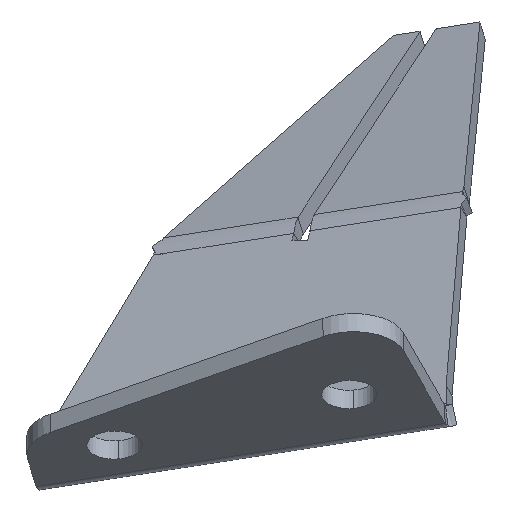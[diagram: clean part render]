
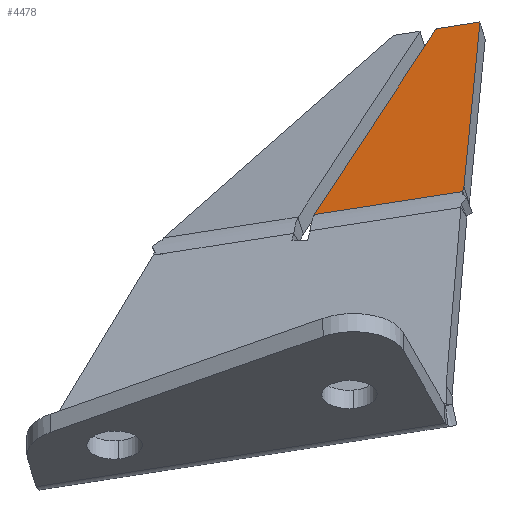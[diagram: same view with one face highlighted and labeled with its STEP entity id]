
A CAD part, left-side view. The second image highlights one B-rep face of the part: STEP entity #4478.
In plain terms, the highlighted planar face has unit normal (-0.495, 0.249, 0.832).
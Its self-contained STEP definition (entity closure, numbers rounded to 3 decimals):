
#1953 = CYLINDRICAL_SURFACE('',#1954,9.);
#1954 = AXIS2_PLACEMENT_3D('',#1955,#1956,#1957);
#1955 = CARTESIAN_POINT('',(12.698,-4.899,
    6.672));
#1956 = DIRECTION('',(-0.234,-0.961,0.149));
#1957 = DIRECTION('',(-0.821,0.277,0.499));
#4219 = VERTEX_POINT('',#4220);
#4220 = CARTESIAN_POINT('',(8.1,-3.234,
    14.252));
#4362 = VERTEX_POINT('',#4363);
#4363 = CARTESIAN_POINT('',(1.261,-31.316,
    18.599));
#4431 = EDGE_CURVE('',#4219,#4362,#4432,.T.);
#4432 = SURFACE_CURVE('',#4433,(#4437,#4466),.PCURVE_S1.);
#4433 = LINE('',#4434,#4435);
#4434 = CARTESIAN_POINT('',(8.1,-3.234,
    14.252));
#4435 = VECTOR('',#4436,1.);
#4436 = DIRECTION('',(-0.234,-0.961,0.149));
#4437 = PCURVE('',#1953,#4438);
#4438 = DEFINITIONAL_REPRESENTATION('',(#4439),#4465);
#4439 = B_SPLINE_CURVE_WITH_KNOTS('',3,(#4440,#4441,#4442,#4443,#4444,
    #4445,#4446,#4447,#4448,#4449,#4450,#4451,#4452,#4453,#4454,#4455,
    #4456,#4457,#4458,#4459,#4460,#4461,#4462,#4463,#4464),
  .UNSPECIFIED.,.F.,.F.,(4,1,1,1,1,1,1,1,1,1,1,1,1,1,1,1,1,1,1,1,1,1,4),
  (0.,1.329,2.657,3.986,5.314,
    6.643,7.971,9.3,10.628,
    11.957,13.285,14.614,15.942,
    17.271,18.599,19.928,21.257,
    22.585,23.914,25.242,26.571,
    27.899,29.228),.QUASI_UNIFORM_KNOTS.);
#4440 = CARTESIAN_POINT('',(5.812,0.604));
#4441 = CARTESIAN_POINT('',(5.812,1.046));
#4442 = CARTESIAN_POINT('',(5.812,1.932));
#4443 = CARTESIAN_POINT('',(5.812,3.261));
#4444 = CARTESIAN_POINT('',(5.812,4.589));
#4445 = CARTESIAN_POINT('',(5.812,5.918));
#4446 = CARTESIAN_POINT('',(5.812,7.246));
#4447 = CARTESIAN_POINT('',(5.812,8.575));
#4448 = CARTESIAN_POINT('',(5.812,9.903));
#4449 = CARTESIAN_POINT('',(5.812,11.232));
#4450 = CARTESIAN_POINT('',(5.812,12.56));
#4451 = CARTESIAN_POINT('',(5.812,13.889));
#4452 = CARTESIAN_POINT('',(5.812,15.218));
#4453 = CARTESIAN_POINT('',(5.812,16.546));
#4454 = CARTESIAN_POINT('',(5.812,17.875));
#4455 = CARTESIAN_POINT('',(5.812,19.203));
#4456 = CARTESIAN_POINT('',(5.812,20.532));
#4457 = CARTESIAN_POINT('',(5.812,21.86));
#4458 = CARTESIAN_POINT('',(5.812,23.189));
#4459 = CARTESIAN_POINT('',(5.812,24.517));
#4460 = CARTESIAN_POINT('',(5.812,25.846));
#4461 = CARTESIAN_POINT('',(5.812,27.174));
#4462 = CARTESIAN_POINT('',(5.812,28.503));
#4463 = CARTESIAN_POINT('',(5.812,29.389));
#4464 = CARTESIAN_POINT('',(5.812,29.831));
#4465 = ( GEOMETRIC_REPRESENTATION_CONTEXT(2) 
PARAMETRIC_REPRESENTATION_CONTEXT() REPRESENTATION_CONTEXT('2D SPACE',''
  ) );
#4466 = PCURVE('',#4467,#4472);
#4467 = PLANE('',#4468);
#4468 = AXIS2_PLACEMENT_3D('',#4469,#4470,#4471);
#4469 = CARTESIAN_POINT('',(10.96,12.78,
    11.155));
#4470 = DIRECTION('',(-0.495,0.249,0.832));
#4471 = DIRECTION('',(-0.234,-0.961,0.149));
#4472 = DEFINITIONAL_REPRESENTATION('',(#4473),#4477);
#4473 = LINE('',#4474,#4475);
#4474 = CARTESIAN_POINT('',(16.516,1.2));
#4475 = VECTOR('',#4476,1.);
#4476 = DIRECTION('',(1.,0.));
#4477 = ( GEOMETRIC_REPRESENTATION_CONTEXT(2) 
PARAMETRIC_REPRESENTATION_CONTEXT() REPRESENTATION_CONTEXT('2D SPACE',''
  ) );
#4478 = ADVANCED_FACE('',(#4479),#4467,.T.);
#4479 = FACE_BOUND('',#4480,.F.);
#4480 = EDGE_LOOP('',(#4481,#4482,#4510,#4538,#4566));
#4481 = ORIENTED_EDGE('',*,*,#4431,.F.);
#4482 = ORIENTED_EDGE('',*,*,#4483,.T.);
#4483 = EDGE_CURVE('',#4219,#4484,#4486,.T.);
#4484 = VERTEX_POINT('',#4485);
#4485 = CARTESIAN_POINT('',(55.554,-26.308,
    49.401));
#4486 = SURFACE_CURVE('',#4487,(#4491,#4498),.PCURVE_S1.);
#4487 = LINE('',#4488,#4489);
#4488 = CARTESIAN_POINT('',(8.1,-3.234,
    14.252));
#4489 = VECTOR('',#4490,1.);
#4490 = DIRECTION('',(0.748,-0.364,0.554));
#4491 = PCURVE('',#4467,#4492);
#4492 = DEFINITIONAL_REPRESENTATION('',(#4493),#4497);
#4493 = LINE('',#4494,#4495);
#4494 = CARTESIAN_POINT('',(16.516,1.2));
#4495 = VECTOR('',#4496,1.);
#4496 = DIRECTION('',(0.257,0.966));
#4497 = ( GEOMETRIC_REPRESENTATION_CONTEXT(2) 
PARAMETRIC_REPRESENTATION_CONTEXT() REPRESENTATION_CONTEXT('2D SPACE',''
  ) );
#4498 = PCURVE('',#4499,#4504);
#4499 = PLANE('',#4500);
#4500 = AXIS2_PLACEMENT_3D('',#4501,#4502,#4503);
#4501 = CARTESIAN_POINT('',(32.817,-15.27,
    30.162));
#4502 = DIRECTION('',(0.441,0.897,-0.006)
  );
#4503 = DIRECTION('',(0.748,-0.364,0.554));
#4504 = DEFINITIONAL_REPRESENTATION('',(#4505),#4509);
#4505 = LINE('',#4506,#4507);
#4506 = CARTESIAN_POINT('',(-31.701,-2.));
#4507 = VECTOR('',#4508,1.);
#4508 = DIRECTION('',(1.,0.));
#4509 = ( GEOMETRIC_REPRESENTATION_CONTEXT(2) 
PARAMETRIC_REPRESENTATION_CONTEXT() REPRESENTATION_CONTEXT('2D SPACE',''
  ) );
#4510 = ORIENTED_EDGE('',*,*,#4511,.T.);
#4511 = EDGE_CURVE('',#4484,#4512,#4514,.T.);
#4512 = VERTEX_POINT('',#4513);
#4513 = CARTESIAN_POINT('',(53.542,-34.568,
    50.68));
#4514 = SURFACE_CURVE('',#4515,(#4519,#4526),.PCURVE_S1.);
#4515 = LINE('',#4516,#4517);
#4516 = CARTESIAN_POINT('',(55.554,-26.308,
    49.401));
#4517 = VECTOR('',#4518,1.);
#4518 = DIRECTION('',(-0.234,-0.961,0.149));
#4519 = PCURVE('',#4467,#4520);
#4520 = DEFINITIONAL_REPRESENTATION('',(#4521),#4525);
#4521 = LINE('',#4522,#4523);
#4522 = CARTESIAN_POINT('',(32.81,62.472));
#4523 = VECTOR('',#4524,1.);
#4524 = DIRECTION('',(1.,0.));
#4525 = ( GEOMETRIC_REPRESENTATION_CONTEXT(2) 
PARAMETRIC_REPRESENTATION_CONTEXT() REPRESENTATION_CONTEXT('2D SPACE',''
  ) );
#4526 = PCURVE('',#4527,#4532);
#4527 = PLANE('',#4528);
#4528 = AXIS2_PLACEMENT_3D('',#4529,#4530,#4531);
#4529 = CARTESIAN_POINT('',(56.521,-26.9,
    47.751));
#4530 = DIRECTION('',(-0.837,0.121,-0.534));
#4531 = DIRECTION('',(0.234,0.961,-0.149));
#4532 = DEFINITIONAL_REPRESENTATION('',(#4533),#4537);
#4533 = LINE('',#4534,#4535);
#4534 = CARTESIAN_POINT('',(0.096,-2.));
#4535 = VECTOR('',#4536,1.);
#4536 = DIRECTION('',(-1.,0.));
#4537 = ( GEOMETRIC_REPRESENTATION_CONTEXT(2) 
PARAMETRIC_REPRESENTATION_CONTEXT() REPRESENTATION_CONTEXT('2D SPACE',''
  ) );
#4538 = ORIENTED_EDGE('',*,*,#4539,.T.);
#4539 = EDGE_CURVE('',#4512,#4540,#4542,.T.);
#4540 = VERTEX_POINT('',#4541);
#4541 = CARTESIAN_POINT('',(2.767,-31.534,
    19.56));
#4542 = SURFACE_CURVE('',#4543,(#4547,#4554),.PCURVE_S1.);
#4543 = LINE('',#4544,#4545);
#4544 = CARTESIAN_POINT('',(53.542,-34.568,
    50.68));
#4545 = VECTOR('',#4546,1.);
#4546 = DIRECTION('',(-0.852,0.051,-0.522
    ));
#4547 = PCURVE('',#4467,#4548);
#4548 = DEFINITIONAL_REPRESENTATION('',(#4549),#4553);
#4549 = LINE('',#4550,#4551);
#4550 = CARTESIAN_POINT('',(41.406,62.472));
#4551 = VECTOR('',#4552,1.);
#4552 = DIRECTION('',(0.073,-0.997));
#4553 = ( GEOMETRIC_REPRESENTATION_CONTEXT(2) 
PARAMETRIC_REPRESENTATION_CONTEXT() REPRESENTATION_CONTEXT('2D SPACE',''
  ) );
#4554 = PCURVE('',#4555,#4560);
#4555 = PLANE('',#4556);
#4556 = AXIS2_PLACEMENT_3D('',#4557,#4558,#4559);
#4557 = CARTESIAN_POINT('',(29.145,-33.55,
    33.456));
#4558 = DIRECTION('',(0.172,0.967,-0.187));
#4559 = DIRECTION('',(0.852,-0.051,0.522)
  );
#4560 = DEFINITIONAL_REPRESENTATION('',(#4561),#4565);
#4561 = LINE('',#4562,#4563);
#4562 = CARTESIAN_POINT('',(29.815,-2.));
#4563 = VECTOR('',#4564,1.);
#4564 = DIRECTION('',(-1.,0.));
#4565 = ( GEOMETRIC_REPRESENTATION_CONTEXT(2) 
PARAMETRIC_REPRESENTATION_CONTEXT() REPRESENTATION_CONTEXT('2D SPACE',''
  ) );
#4566 = ORIENTED_EDGE('',*,*,#4567,.T.);
#4567 = EDGE_CURVE('',#4540,#4362,#4568,.T.);
#4568 = SURFACE_CURVE('',#4569,(#4573,#4580),.PCURVE_S1.);
#4569 = LINE('',#4570,#4571);
#4570 = CARTESIAN_POINT('',(2.767,-31.534,
    19.56));
#4571 = VECTOR('',#4572,1.);
#4572 = DIRECTION('',(-0.837,0.121,-0.534));
#4573 = PCURVE('',#4467,#4574);
#4574 = DEFINITIONAL_REPRESENTATION('',(#4575),#4579);
#4575 = LINE('',#4576,#4577);
#4576 = CARTESIAN_POINT('',(45.744,3.));
#4577 = VECTOR('',#4578,1.);
#4578 = DIRECTION('',(0.,-1.));
#4579 = ( GEOMETRIC_REPRESENTATION_CONTEXT(2) 
PARAMETRIC_REPRESENTATION_CONTEXT() REPRESENTATION_CONTEXT('2D SPACE',''
  ) );
#4580 = PCURVE('',#4581,#4586);
#4581 = PLANE('',#4582);
#4582 = AXIS2_PLACEMENT_3D('',#4583,#4584,#4585);
#4583 = CARTESIAN_POINT('',(3.004,-31.924,
    17.415));
#4584 = DIRECTION('',(0.234,0.961,-0.149));
#4585 = DIRECTION('',(0.837,-0.121,0.534));
#4586 = DEFINITIONAL_REPRESENTATION('',(#4587),#4591);
#4587 = LINE('',#4588,#4589);
#4588 = CARTESIAN_POINT('',(0.9,-2.));
#4589 = VECTOR('',#4590,1.);
#4590 = DIRECTION('',(-1.,0.));
#4591 = ( GEOMETRIC_REPRESENTATION_CONTEXT(2) 
PARAMETRIC_REPRESENTATION_CONTEXT() REPRESENTATION_CONTEXT('2D SPACE',''
  ) );
